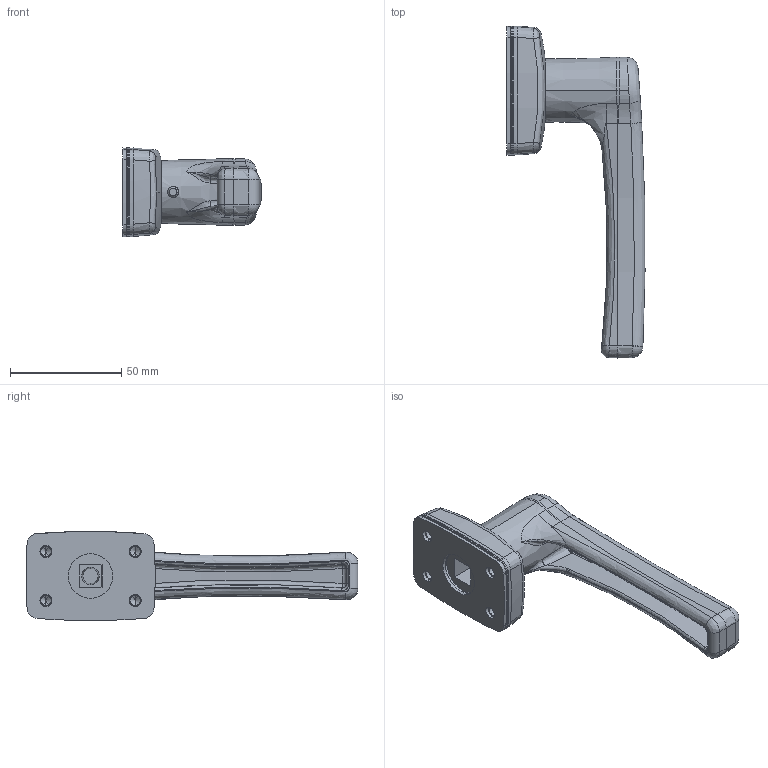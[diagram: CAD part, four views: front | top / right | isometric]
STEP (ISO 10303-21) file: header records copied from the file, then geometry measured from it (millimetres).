
FILE_DESCRIPTION (( 'STEP AP203' ), '1' );
FILE_NAME ('A-394-2H.STEP', '2016-08-31T01:00:11', ( '' ), ( '' ), 'SwSTEP 2.0', 'SolidWorks 2014', '' );
FILE_SCHEMA (( 'CONFIG_CONTROL_DESIGN' ));
Length unit declared in the file: millimetre
Products named in the file (6): A-394-2H; A-394-2Hハンドル; A-394-H台座; A-394-Hピン; A-394-H庽帀墀棘; A-394-Hパッキン
Assembly tree (5 placements, depth 2):
  A-394-2H
    A-394-H台座
    A-394-H庽帀墀棘
    A-394-Hパッキン
    A-394-2Hハンドル
    A-394-Hピン
Bounding box: 61.94 x 148.94 x 40 mm (x, y, z)
Volume: 74705 mm3; surface area: 29852.5 mm2
Topology: 5 solids, 5 shells, 237 faces, 562 edges, 339 vertices
Faces by surface type: cone 71, bspline 68, cylinder 57, plane 26, torus 9, sphere 6
Entity records: 12104 total; most frequent: CARTESIAN_POINT 6533, ORIENTED_EDGE 1104, DIRECTION 936, EDGE_CURVE 552, AXIS2_PLACEMENT_3D 406, VERTEX_POINT 339, EDGE_LOOP 267, FACE_OUTER_BOUND 237
